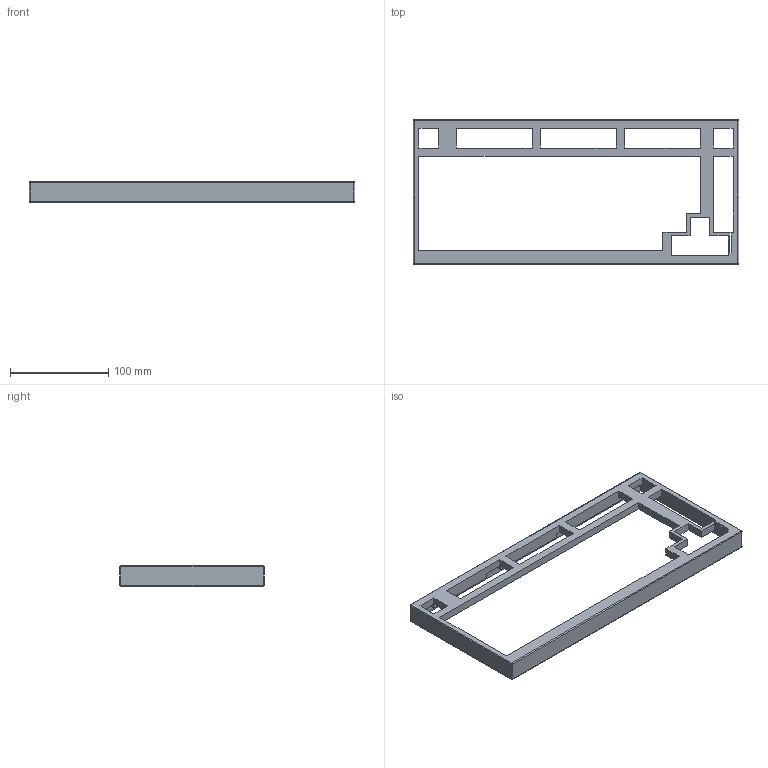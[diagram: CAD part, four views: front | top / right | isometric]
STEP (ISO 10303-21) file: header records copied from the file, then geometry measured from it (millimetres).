
FILE_DESCRIPTION(/* description */ (''),/* implementation_level */ '2;1');
FILE_NAME(/* name */ '',/* time_stamp */ '2025-06-28T21:13:31+08:00',/* author */ (''),/* organization */ (''),/* preprocessor_version */ 'ST-DEVELOPER v20.1',/* originating_system */ 'Autodesk Translation Framework v14.10.0.0',/* authorisation */ '');
FILE_SCHEMA (('AUTOMOTIVE_DESIGN { 1 0 10303 214 3 1 1 }'));
Length unit declared in the file: millimetre
Products named in the file (1): 顶壳
Bounding box: 332.04 x 147.54 x 20.5 mm (x, y, z)
Volume: 163210.4 mm3; surface area: 74457.6 mm2
Topology: 1 solids, 1 shells, 143 faces, 378 edges, 244 vertices
Faces by surface type: plane 93, cylinder 42, sphere 8
Full cylindrical faces by diameter (mm): 1.6 x14
Entity records: 4457 total; most frequent: CARTESIAN_POINT 766, ORIENTED_EDGE 756, DIRECTION 750, EDGE_CURVE 378, LINE 294, VECTOR 294, VERTEX_POINT 244, AXIS2_PLACEMENT_3D 228
